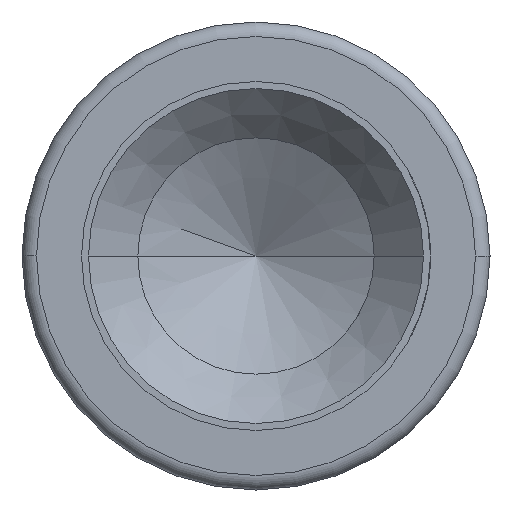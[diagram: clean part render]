
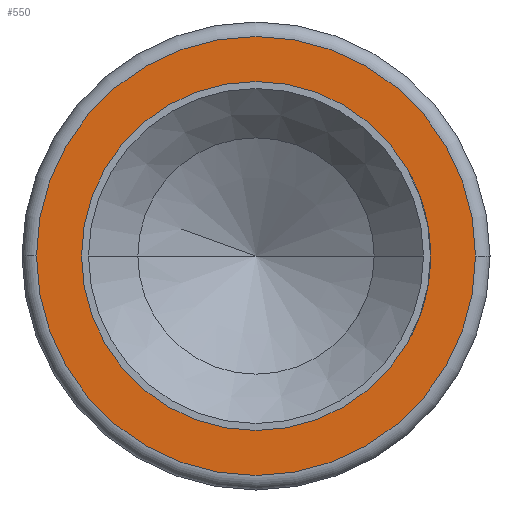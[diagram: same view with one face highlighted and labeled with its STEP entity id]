
A CAD part, front view. The second image highlights one B-rep face of the part: STEP entity #550.
In plain terms, the highlighted planar face has unit normal (0, -1, 0).
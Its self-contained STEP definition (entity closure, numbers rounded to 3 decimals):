
#1=CARTESIAN_POINT('',(0.,-0.004,0.));
#2=DIRECTION('',(0.,-1.,0.));
#3=DIRECTION('',(1.,0.,0.));
#4=AXIS2_PLACEMENT_3D('',#1,#2,#3);
#16=CARTESIAN_POINT('',(0.,-0.004,0.));
#17=DIRECTION('',(0.,-1.,0.));
#18=DIRECTION('',(-1.,0.,0.));
#19=AXIS2_PLACEMENT_3D('',#16,#17,#18);
#185=CARTESIAN_POINT('',(0.,-0.004,0.));
#186=DIRECTION('',(0.,1.,0.));
#187=DIRECTION('',(-1.,0.,0.));
#188=AXIS2_PLACEMENT_3D('',#185,#186,#187);
#254=CARTESIAN_POINT('',(0.,-0.004,0.));
#255=DIRECTION('',(0.,-1.,0.));
#256=DIRECTION('',(-1.,0.,0.));
#257=AXIS2_PLACEMENT_3D('',#254,#255,#256);
#443=CARTESIAN_POINT('',(-0.894,-0.004,0.));
#445=VERTEX_POINT('',#443);
#447=CARTESIAN_POINT('',(0.894,-0.004,0.));
#448=VERTEX_POINT('',#447);
#451=CARTESIAN_POINT('',(-1.125,-0.004,0.));
#452=CARTESIAN_POINT('',(1.125,-0.004,0.));
#453=VERTEX_POINT('',#451);
#454=VERTEX_POINT('',#452);
#534=CARTESIAN_POINT('',(0.,-0.004,0.));
#535=DIRECTION('',(0.,1.,0.));
#536=DIRECTION('',(1.,0.,0.));
#537=AXIS2_PLACEMENT_3D('',#534,#535,#536);
#538=PLANE('',#537);
#540=ORIENTED_EDGE('',*,*,#539,.F.);
#541=ORIENTED_EDGE('',*,*,#524,.F.);
#542=EDGE_LOOP('',(#540,#541));
#543=FACE_OUTER_BOUND('',#542,.F.);
#545=ORIENTED_EDGE('',*,*,#544,.F.);
#547=ORIENTED_EDGE('',*,*,#546,.T.);
#548=EDGE_LOOP('',(#545,#547));
#549=FACE_BOUND('',#548,.F.);
#550=ADVANCED_FACE('',(#543,#549),#538,.F.);
#5=CIRCLE('',#4,1.125);
#20=CIRCLE('',#19,1.125);
#189=CIRCLE('',#188,0.894);
#258=CIRCLE('',#257,0.894);
#524=EDGE_CURVE('',#454,#453,#5,.T.);
#539=EDGE_CURVE('',#453,#454,#20,.T.);
#544=EDGE_CURVE('',#445,#448,#189,.T.);
#546=EDGE_CURVE('',#445,#448,#258,.T.);
